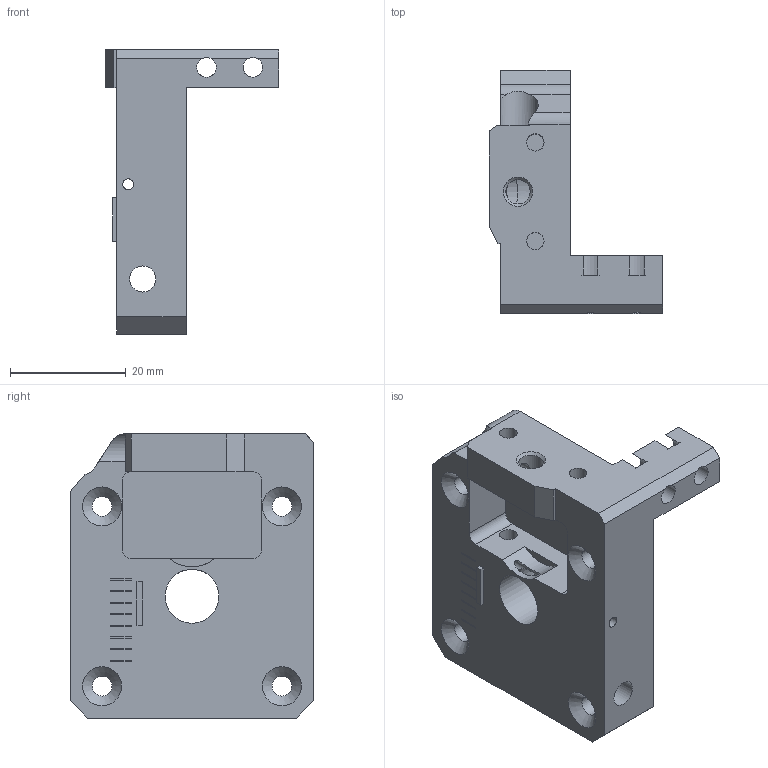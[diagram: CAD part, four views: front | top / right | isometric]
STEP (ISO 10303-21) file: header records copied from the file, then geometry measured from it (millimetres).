
FILE_DESCRIPTION(/* description */ (''),/* implementation_level */ '2;1');
FILE_NAME(/* name */ 'Zortrax M200 Extrudeur v1.step',/* time_stamp */ '2023-04-12T12:18:33+02:00',/* author */ (''),/* organization */ (''),/* preprocessor_version */ 'ST-DEVELOPER v19.2',/* originating_system */ 'Autodesk Translation Framework v11.17.0.187',/* authorisation */ '');
FILE_SCHEMA (('AUTOMOTIVE_DESIGN { 1 0 10303 214 3 1 1 }'));
Length unit declared in the file: millimetre
Products named in the file (2): Zortrax M200 Extrudeur; M200-EXTR_MOD_Motorhalter-V01
Assembly tree (1 placements, depth 2):
  Zortrax M200 Extrudeur
    M200-EXTR_MOD_Motorhalter-V01
Bounding box: 30 x 42 x 49 mm (x, y, z)
Volume: 16747.6 mm3; surface area: 10166.5 mm2
Topology: 1 solids, 1 shells, 132 faces, 342 edges, 224 vertices
Faces by surface type: plane 83, cylinder 36, cone 13
Full cylindrical faces by diameter (mm): 1.9 x1, 2.5 x5, 3 x4, 3.4 x6, 4.2 x1, 4.5 x1, 5 x1, 8 x1, 9.3 x1, 22 x1
Entity records: 4392 total; most frequent: CARTESIAN_POINT 928, DIRECTION 686, ORIENTED_EDGE 680, EDGE_CURVE 340, LINE 248, VECTOR 248, VERTEX_POINT 224, AXIS2_PLACEMENT_3D 219
